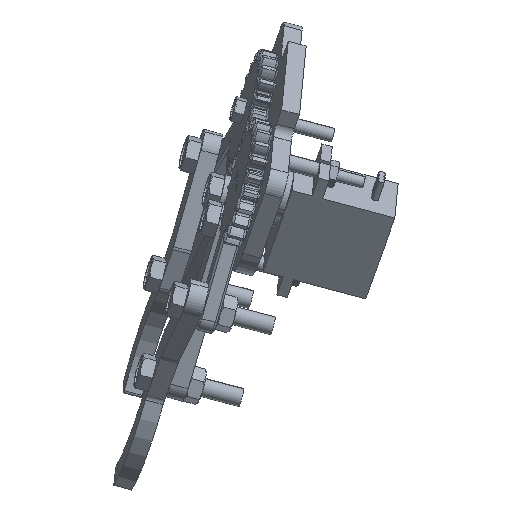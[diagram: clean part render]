
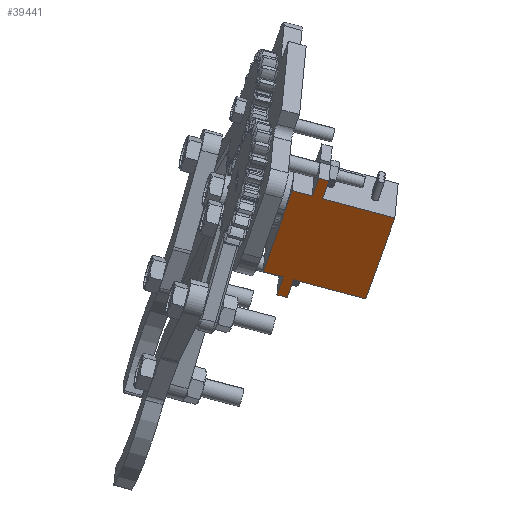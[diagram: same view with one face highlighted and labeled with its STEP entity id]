
A CAD part, isometric view. The second image highlights one B-rep face of the part: STEP entity #39441.
In plain terms, the highlighted planar face has unit normal (-0.746, -0.666, -0.016).
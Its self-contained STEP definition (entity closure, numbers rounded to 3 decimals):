
#64 = ORIENTED_EDGE ( 'NONE', *, *, #37771, .F. ) ;
#665 = EDGE_CURVE ( 'NONE', #1197, #28932, #14715, .T. ) ;
#1197 = VERTEX_POINT ( 'NONE', #43441 ) ;
#1238 = CARTESIAN_POINT ( 'NONE',  ( 17.561, 117.752, -85.507 ) ) ;
#1944 = VECTOR ( 'NONE', #34268, 1000. ) ;
#2072 = ORIENTED_EDGE ( 'NONE', *, *, #32182, .F. ) ;
#2090 = VECTOR ( 'NONE', #37905, 1000. ) ;
#2917 = ORIENTED_EDGE ( 'NONE', *, *, #34454, .F. ) ;
#3058 = CARTESIAN_POINT ( 'NONE',  ( 10.758, 125.863, -106.085 ) ) ;
#4289 = CARTESIAN_POINT ( 'NONE',  ( 14.665, 120.966, -84.267 ) ) ;
#4813 = EDGE_CURVE ( 'NONE', #11169, #19182, #33978, .T. ) ;
#6177 = CARTESIAN_POINT ( 'NONE',  ( 14.665, 120.966, -84.267 ) ) ;
#6922 = LINE ( 'NONE', #27899, #41493 ) ;
#6992 = VECTOR ( 'NONE', #45253, 1000. ) ;
#8674 = FACE_OUTER_BOUND ( 'NONE', #32034, .T. ) ;
#10018 = CARTESIAN_POINT ( 'NONE',  ( 19.901, 115.03, -81.334 ) ) ;
#10557 = DIRECTION ( 'NONE',  ( 0.643, -0.714, -0.276 ) ) ;
#10881 = VERTEX_POINT ( 'NONE', #13722 ) ;
#11169 = VERTEX_POINT ( 'NONE', #36514 ) ;
#12548 = VERTEX_POINT ( 'NONE', #3058 ) ;
#12706 = DIRECTION ( 'NONE',  ( 0.172, -0.216, 0.961 ) ) ;
#13722 = CARTESIAN_POINT ( 'NONE',  ( 13.653, 122.649, -107.325 ) ) ;
#14379 = CARTESIAN_POINT ( 'NONE',  ( 15.133, 121.006, -107.959 ) ) ;
#14420 = VERTEX_POINT ( 'NONE', #45206 ) ;
#14636 = VECTOR ( 'NONE', #37614, 1000. ) ;
#14715 = LINE ( 'NONE', #28520, #17606 ) ;
#14911 = DIRECTION ( 'NONE',  ( 0.746, 0.666, 0.016 ) ) ;
#15372 = ORIENTED_EDGE ( 'NONE', *, *, #40408, .F. ) ;
#15492 = ORIENTED_EDGE ( 'NONE', *, *, #30940, .T. ) ;
#16171 = LINE ( 'NONE', #19617, #23077 ) ;
#16347 = DIRECTION ( 'NONE',  ( 0.643, -0.714, -0.276 ) ) ;
#16860 = EDGE_CURVE ( 'NONE', #20360, #14420, #40914, .T. ) ;
#16883 = LINE ( 'NONE', #24006, #14636 ) ;
#17136 = LINE ( 'NONE', #31173, #6992 ) ;
#17543 = DIRECTION ( 'NONE',  ( 0.643, -0.714, -0.276 ) ) ;
#17606 = VECTOR ( 'NONE', #10557, 1000. ) ;
#18676 = CARTESIAN_POINT ( 'NONE',  ( 19.901, 115.03, -81.334 ) ) ;
#19016 = EDGE_CURVE ( 'NONE', #12548, #10881, #6922, .T. ) ;
#19179 = AXIS2_PLACEMENT_3D ( 'NONE', #4289, #14911, #32399 ) ;
#19182 = VERTEX_POINT ( 'NONE', #18676 ) ;
#19617 = CARTESIAN_POINT ( 'NONE',  ( 14.665, 120.966, -84.267 ) ) ;
#19800 = LINE ( 'NONE', #6177, #26012 ) ;
#20360 = VERTEX_POINT ( 'NONE', #14379 ) ;
#21817 = PLANE ( 'NONE',  #19179 ) ;
#22363 = VERTEX_POINT ( 'NONE', #30030 ) ;
#23048 = VERTEX_POINT ( 'NONE', #40976 ) ;
#23077 = VECTOR ( 'NONE', #12706, 1000. ) ;
#23090 = CARTESIAN_POINT ( 'NONE',  ( 29.463, 104.538, -90.604 ) ) ;
#24006 = CARTESIAN_POINT ( 'NONE',  ( 17.561, 117.752, -85.507 ) ) ;
#24796 = VECTOR ( 'NONE', #38141, 1000. ) ;
#24820 = VERTEX_POINT ( 'NONE', #44859 ) ;
#26012 = VECTOR ( 'NONE', #16347, 1000. ) ;
#26317 = LINE ( 'NONE', #23090, #29915 ) ;
#26619 = CARTESIAN_POINT ( 'NONE',  ( 10.758, 125.863, -106.085 ) ) ;
#26679 = CARTESIAN_POINT ( 'NONE',  ( 15.133, 121.006, -107.959 ) ) ;
#27510 = LINE ( 'NONE', #27969, #2090 ) ;
#27673 = EDGE_CURVE ( 'NONE', #12548, #1197, #16171, .T. ) ;
#27899 = CARTESIAN_POINT ( 'NONE',  ( 10.758, 125.863, -106.085 ) ) ;
#27969 = CARTESIAN_POINT ( 'NONE',  ( 14.272, 122.084, -112.764 ) ) ;
#28520 = CARTESIAN_POINT ( 'NONE',  ( 14.665, 120.966, -84.267 ) ) ;
#28932 = VERTEX_POINT ( 'NONE', #1238 ) ;
#29543 = VECTOR ( 'NONE', #40692, 1000. ) ;
#29701 = EDGE_CURVE ( 'NONE', #23048, #22363, #19800, .T. ) ;
#29915 = VECTOR ( 'NONE', #37147, 1000. ) ;
#30030 = CARTESIAN_POINT ( 'NONE',  ( 29.463, 104.538, -90.604 ) ) ;
#30031 = VERTEX_POINT ( 'NONE', #34233 ) ;
#30940 = EDGE_CURVE ( 'NONE', #14420, #22363, #26317, .T. ) ;
#31173 = CARTESIAN_POINT ( 'NONE',  ( 13.653, 122.649, -107.325 ) ) ;
#31720 = CARTESIAN_POINT ( 'NONE',  ( 19.04, 116.109, -86.14 ) ) ;
#31901 = ORIENTED_EDGE ( 'NONE', *, *, #19016, .T. ) ;
#32034 = EDGE_LOOP ( 'NONE', ( #15492, #36941, #35063, #43116, #2072, #42571, #37759, #31901, #2917, #64, #15372, #43981 ) ) ;
#32182 = EDGE_CURVE ( 'NONE', #28932, #11169, #16883, .T. ) ;
#32399 = DIRECTION ( 'NONE',  ( -0.172, 0.216, -0.961 ) ) ;
#33978 = LINE ( 'NONE', #10018, #24796 ) ;
#34233 = CARTESIAN_POINT ( 'NONE',  ( 12.792, 123.727, -112.131 ) ) ;
#34268 = DIRECTION ( 'NONE',  ( -0.172, 0.216, -0.961 ) ) ;
#34454 = EDGE_CURVE ( 'NONE', #30031, #10881, #17136, .T. ) ;
#35063 = ORIENTED_EDGE ( 'NONE', *, *, #44379, .F. ) ;
#35310 = VECTOR ( 'NONE', #44440, 1000. ) ;
#36514 = CARTESIAN_POINT ( 'NONE',  ( 18.421, 116.673, -80.701 ) ) ;
#36941 = ORIENTED_EDGE ( 'NONE', *, *, #29701, .F. ) ;
#37147 = DIRECTION ( 'NONE',  ( 0.172, -0.216, 0.961 ) ) ;
#37614 = DIRECTION ( 'NONE',  ( 0.172, -0.216, 0.961 ) ) ;
#37759 = ORIENTED_EDGE ( 'NONE', *, *, #27673, .F. ) ;
#37771 = EDGE_CURVE ( 'NONE', #24820, #30031, #27510, .T. ) ;
#37905 = DIRECTION ( 'NONE',  ( -0.643, 0.714, 0.276 ) ) ;
#38141 = DIRECTION ( 'NONE',  ( 0.643, -0.714, -0.276 ) ) ;
#39441 = ADVANCED_FACE ( 'NONE', ( #8674 ), #21817, .F. ) ;
#40408 = EDGE_CURVE ( 'NONE', #20360, #24820, #44904, .T. ) ;
#40692 = DIRECTION ( 'NONE',  ( 0.643, -0.714, -0.276 ) ) ;
#40914 = LINE ( 'NONE', #26619, #29543 ) ;
#40976 = CARTESIAN_POINT ( 'NONE',  ( 19.04, 116.109, -86.14 ) ) ;
#41493 = VECTOR ( 'NONE', #17543, 1000. ) ;
#42571 = ORIENTED_EDGE ( 'NONE', *, *, #665, .F. ) ;
#43116 = ORIENTED_EDGE ( 'NONE', *, *, #4813, .F. ) ;
#43441 = CARTESIAN_POINT ( 'NONE',  ( 14.665, 120.966, -84.267 ) ) ;
#43981 = ORIENTED_EDGE ( 'NONE', *, *, #16860, .T. ) ;
#44379 = EDGE_CURVE ( 'NONE', #19182, #23048, #45332, .T. ) ;
#44440 = DIRECTION ( 'NONE',  ( -0.172, 0.216, -0.961 ) ) ;
#44859 = CARTESIAN_POINT ( 'NONE',  ( 14.272, 122.084, -112.764 ) ) ;
#44904 = LINE ( 'NONE', #26679, #35310 ) ;
#45206 = CARTESIAN_POINT ( 'NONE',  ( 25.556, 109.435, -112.422 ) ) ;
#45253 = DIRECTION ( 'NONE',  ( 0.172, -0.216, 0.961 ) ) ;
#45332 = LINE ( 'NONE', #31720, #1944 ) ;
